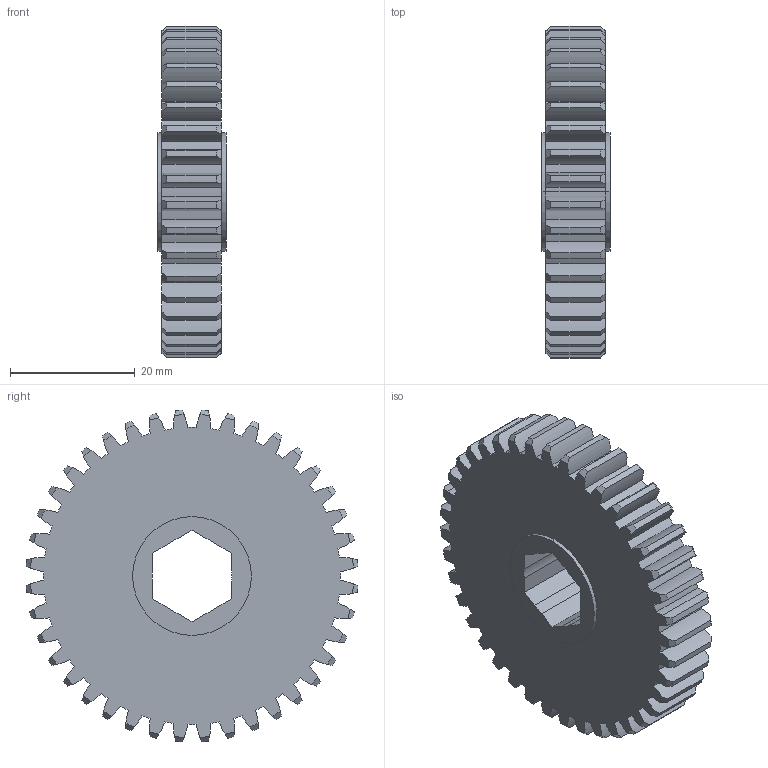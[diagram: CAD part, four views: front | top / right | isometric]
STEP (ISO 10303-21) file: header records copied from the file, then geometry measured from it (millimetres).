
FILE_DESCRIPTION (( 'STEP AP214' ), '1' );
FILE_NAME ('40T 20DP 500H WITH TEETH.STEP', '2018-06-15T18:49:31', ( '' ), ( '' ), 'SwSTEP 2.0', 'SolidWorks 2017', '' );
FILE_SCHEMA (( 'AUTOMOTIVE_DESIGN' ));
Length unit declared in the file: inch
Products named in the file (1): 40T 20DP 500H WITH TEETH
Bounding box: 10.92 x 53.24 x 53.24 mm (x, y, z)
Volume: 17796.7 mm3; surface area: 7347.7 mm2
Topology: 1 solids, 1 shells, 270 faces, 798 edges, 532 vertices
Faces by surface type: cylinder 174, cone 80, plane 16
Entity records: 11625 total; most frequent: CARTESIAN_POINT 2081, DIRECTION 1608, ORIENTED_EDGE 1596, EDGE_CURVE 798, AXIS2_PLACEMENT_3D 699, VERTEX_POINT 532, CIRCLE 428, EDGE_LOOP 274
